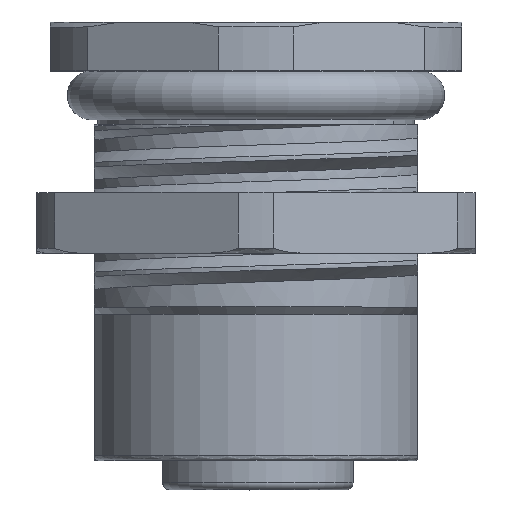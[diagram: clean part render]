
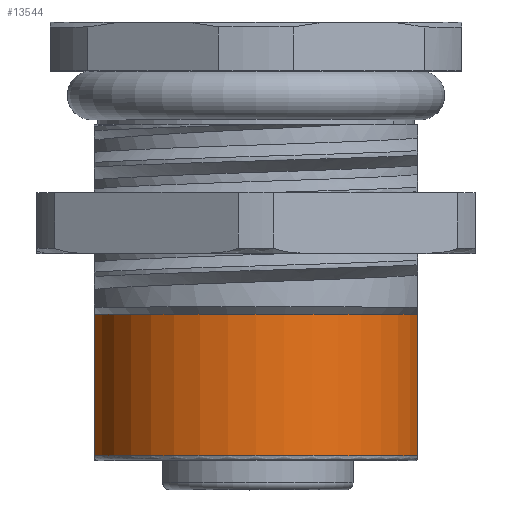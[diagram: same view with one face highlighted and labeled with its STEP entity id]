
A CAD part, top view. The second image highlights one B-rep face of the part: STEP entity #13544.
In plain terms, the highlighted cylindrical face has radius 6.75 mm (diameter 13.5 mm), a partial arc.
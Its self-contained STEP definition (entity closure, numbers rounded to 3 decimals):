
#2798=CARTESIAN_POINT('',(0.,-15.8,0.));
#2799=DIRECTION('',(0.,-1.,0.));
#2800=DIRECTION('',(0.984,0.,0.18));
#2801=AXIS2_PLACEMENT_3D('',#2798,#2799,#2800);
#2803=DIRECTION('',(0.,-1.,0.));
#2804=VECTOR('',#2803,5.8);
#2805=CARTESIAN_POINT('',(-6.639,-10.,
1.217));
#2806=LINE('',#2805,#2804);
#2807=DIRECTION('',(0.,-1.,0.));
#2808=VECTOR('',#2807,5.8);
#2809=CARTESIAN_POINT('',(6.639,-10.,1.217));
#2810=LINE('',#2809,#2808);
#4310=CARTESIAN_POINT('',(0.,-10.,
0.));
#4311=DIRECTION('',(0.,-1.,0.));
#4312=DIRECTION('',(0.984,0.,0.18));
#4313=AXIS2_PLACEMENT_3D('',#4310,#4311,#4312);
#8486=CARTESIAN_POINT('',(6.639,-10.,1.217));
#8487=CARTESIAN_POINT('',(-6.639,-10.,
1.217));
#8488=VERTEX_POINT('',#8486);
#8489=VERTEX_POINT('',#8487);
#8568=CARTESIAN_POINT('',(6.639,-15.8,1.217));
#8569=CARTESIAN_POINT('',(-6.639,-15.8,1.217));
#8570=VERTEX_POINT('',#8568);
#8571=VERTEX_POINT('',#8569);
#13529=CARTESIAN_POINT('',(0.,-10.,0.));
#13530=DIRECTION('',(0.,-1.,0.));
#13531=DIRECTION('',(0.866,0.,0.5));
#13532=AXIS2_PLACEMENT_3D('',#13529,#13530,#13531);
#13533=CYLINDRICAL_SURFACE('',#13532,6.75);
#13535=ORIENTED_EDGE('',*,*,#13534,.T.);
#13537=ORIENTED_EDGE('',*,*,#13536,.F.);
#13539=ORIENTED_EDGE('',*,*,#13538,.F.);
#13541=ORIENTED_EDGE('',*,*,#13540,.T.);
#13542=EDGE_LOOP('',(#13535,#13537,#13539,#13541));
#13543=FACE_OUTER_BOUND('',#13542,.F.);
#13544=ADVANCED_FACE('',(#13543),#13533,.T.);
#2802=CIRCLE('',#2801,6.75);
#4314=CIRCLE('',#4313,6.75);
#13534=EDGE_CURVE('',#8570,#8571,#2802,.T.);
#13536=EDGE_CURVE('',#8489,#8571,#2806,.T.);
#13538=EDGE_CURVE('',#8488,#8489,#4314,.T.);
#13540=EDGE_CURVE('',#8488,#8570,#2810,.T.);
